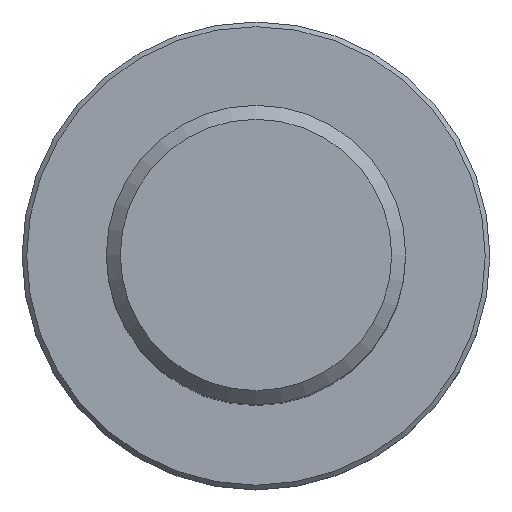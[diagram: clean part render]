
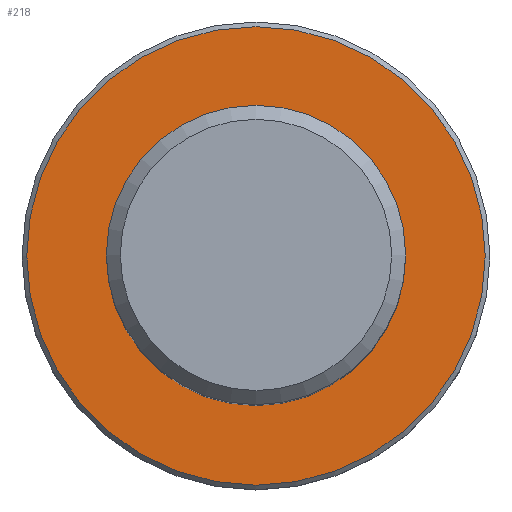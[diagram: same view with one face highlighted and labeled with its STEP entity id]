
A CAD part, top view. The second image highlights one B-rep face of the part: STEP entity #218.
In plain terms, the highlighted planar face has unit normal (0, 0, 1).
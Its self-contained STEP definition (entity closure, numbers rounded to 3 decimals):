
#177=FACE_BOUND('',#265,.T.);
#178=FACE_BOUND('',#266,.T.);
#218=ADVANCED_FACE('',(#177,#178),#238,.T.);
#238=PLANE('',#642);
#265=EDGE_LOOP('',(#315));
#266=EDGE_LOOP('',(#316));
#315=ORIENTED_EDGE('',*,*,#392,.F.);
#316=ORIENTED_EDGE('',*,*,#391,.T.);
#363=VERTEX_POINT('',#896);
#364=VERTEX_POINT('',#899);
#391=EDGE_CURVE('',#363,#363,#416,.T.);
#392=EDGE_CURVE('',#364,#364,#417,.T.);
#416=CIRCLE('',#639,24.5);
#417=CIRCLE('',#641,15.996);
#639=AXIS2_PLACEMENT_3D('',#895,#757,#758);
#641=AXIS2_PLACEMENT_3D('',#898,#761,#762);
#642=AXIS2_PLACEMENT_3D('',#900,#763,#764);
#757=DIRECTION('',(0.,0.,1.));
#758=DIRECTION('',(-1.,0.,0.));
#761=DIRECTION('',(0.,0.,1.));
#762=DIRECTION('',(1.,0.,0.));
#763=DIRECTION('',(0.,0.,1.));
#764=DIRECTION('',(1.,0.,0.));
#895=CARTESIAN_POINT('',(0.,0.,0.));
#896=CARTESIAN_POINT('',(-24.5,0.,0.));
#898=CARTESIAN_POINT('',(0.,0.,0.));
#899=CARTESIAN_POINT('',(15.996,0.,0.));
#900=CARTESIAN_POINT('',(24.5,0.,0.));
